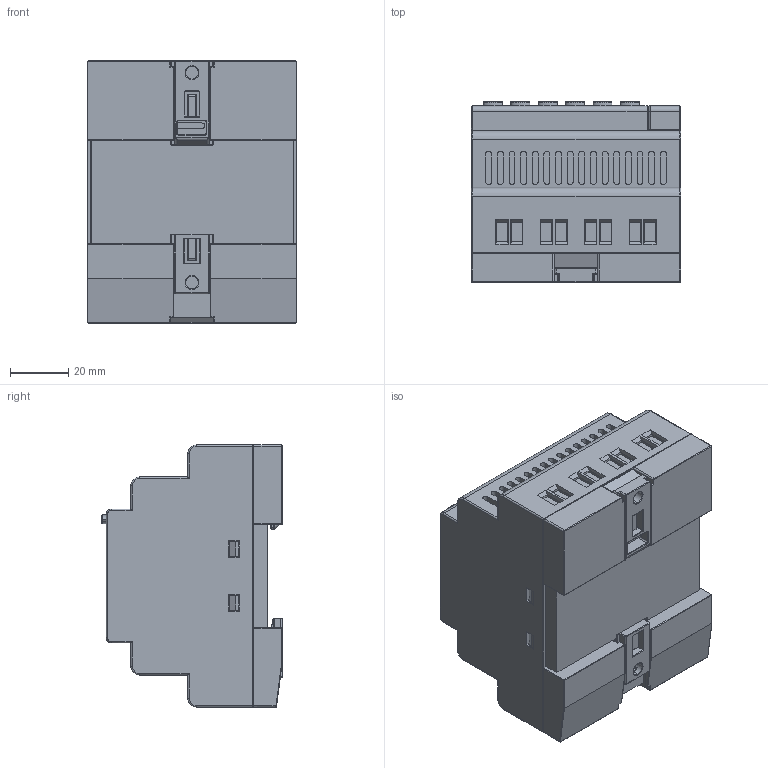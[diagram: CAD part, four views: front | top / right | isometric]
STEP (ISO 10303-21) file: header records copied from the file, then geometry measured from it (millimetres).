
FILE_DESCRIPTION (( 'STEP AP203' ), '1' );
FILE_NAME ('SR-12 Series CPU 3D 22222.STEP', '2025-06-09T10:55:33', ( '' ), ( '' ), 'SwSTEP 2.0', 'SolidWorks 2022', '' );
FILE_SCHEMA (( 'CONFIG_CONTROL_DESIGN' ));
Length unit declared in the file: millimetre
Products named in the file (1): SR-12 Series CPU 3D 22222
Bounding box: 72 x 62 x 90 mm (x, y, z)
Volume: 313017.7 mm3; surface area: 40094.5 mm2
Topology: 1 solids, 5 shells, 1191 faces, 2906 edges, 1766 vertices
Faces by surface type: plane 633, cylinder 374, torus 90, bspline 64, sphere 30
Entity records: 39971 total; most frequent: CARTESIAN_POINT 12562, ORIENTED_EDGE 5748, DIRECTION 5604, EDGE_CURVE 2874, AXIS2_PLACEMENT_3D 1873, LINE 1858, VECTOR 1858, VERTEX_POINT 1764
